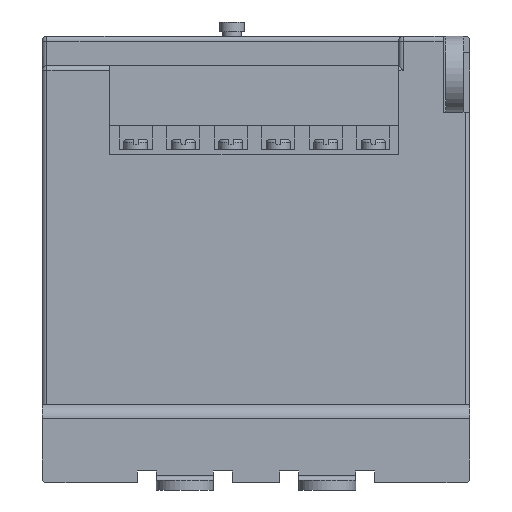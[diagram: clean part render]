
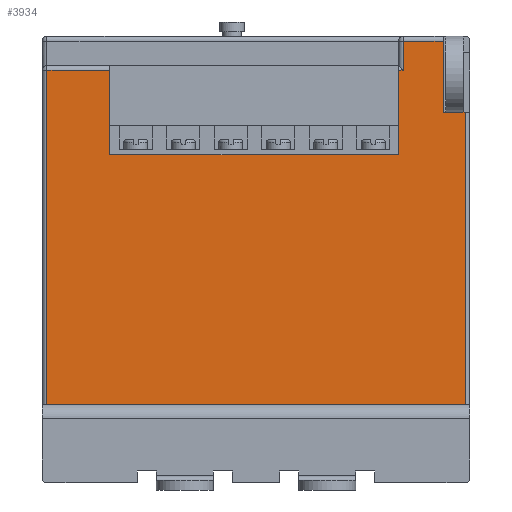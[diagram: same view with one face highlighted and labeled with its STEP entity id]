
A CAD part, front view. The second image highlights one B-rep face of the part: STEP entity #3934.
In plain terms, the highlighted planar face has unit normal (0, -1, 0).
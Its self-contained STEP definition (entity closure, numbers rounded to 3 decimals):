
#66 = VECTOR ( 'NONE', #1008, 1000. ) ;
#234 = DIRECTION ( 'NONE',  ( -1., 0., 0. ) ) ;
#273 = ORIENTED_EDGE ( 'NONE', *, *, #712, .T. ) ;
#374 = CARTESIAN_POINT ( 'NONE',  ( 90., -58., 37.75 ) ) ;
#393 = ORIENTED_EDGE ( 'NONE', *, *, #7726, .F. ) ;
#496 = LINE ( 'NONE', #5587, #2291 ) ;
#712 = EDGE_CURVE ( 'NONE', #2201, #3583, #11858, .T. ) ;
#729 = DIRECTION ( 'NONE',  ( 1., 0., 0. ) ) ;
#756 = CARTESIAN_POINT ( 'NONE',  ( 76., -58., 37.75 ) ) ;
#983 = ORIENTED_EDGE ( 'NONE', *, *, #4731, .F. ) ;
#1008 = DIRECTION ( 'NONE',  ( -1., 0., 0. ) ) ;
#1158 = CARTESIAN_POINT ( 'NONE',  ( 84.4, -58., 22.75 ) ) ;
#1173 = EDGE_CURVE ( 'NONE', #2674, #11688, #6334, .T. ) ;
#1193 = ORIENTED_EDGE ( 'NONE', *, *, #3359, .T. ) ;
#1821 = CARTESIAN_POINT ( 'NONE',  ( 14.2, -58., 13.85 ) ) ;
#1934 = VERTEX_POINT ( 'NONE', #756 ) ;
#1944 = LINE ( 'NONE', #1821, #7454 ) ;
#1965 = VECTOR ( 'NONE', #6598, 1000. ) ;
#2201 = VERTEX_POINT ( 'NONE', #6421 ) ;
#2291 = VECTOR ( 'NONE', #2515, 1000. ) ;
#2315 = ORIENTED_EDGE ( 'NONE', *, *, #1173, .F. ) ;
#2515 = DIRECTION ( 'NONE',  ( 0., 0., -1. ) ) ;
#2516 = CARTESIAN_POINT ( 'NONE',  ( 89., -58., 22.75 ) ) ;
#2607 = CARTESIAN_POINT ( 'NONE',  ( 89., -58., 38.75 ) ) ;
#2674 = VERTEX_POINT ( 'NONE', #3019 ) ;
#2910 = DIRECTION ( 'NONE',  ( 1., 0., 0. ) ) ;
#2969 = CARTESIAN_POINT ( 'NONE',  ( 90., -58., 31.55 ) ) ;
#3019 = CARTESIAN_POINT ( 'NONE',  ( 75., -58., 13.85 ) ) ;
#3023 = PLANE ( 'NONE',  #5044 ) ;
#3359 = EDGE_CURVE ( 'NONE', #3583, #5609, #7117, .T. ) ;
#3390 = VECTOR ( 'NONE', #8364, 1000. ) ;
#3583 = VERTEX_POINT ( 'NONE', #4026 ) ;
#3585 = CARTESIAN_POINT ( 'NONE',  ( 84.4, -58., 37.75 ) ) ;
#3649 = CARTESIAN_POINT ( 'NONE',  ( 1., -58., -38.75 ) ) ;
#3733 = LINE ( 'NONE', #2607, #1965 ) ;
#3934 = ADVANCED_FACE ( 'NONE', ( #12884 ), #3023, .F. ) ;
#4026 = CARTESIAN_POINT ( 'NONE',  ( 1., -58., 31.55 ) ) ;
#4044 = VERTEX_POINT ( 'NONE', #6166 ) ;
#4310 = CARTESIAN_POINT ( 'NONE',  ( 75., -58., 20.05 ) ) ;
#4514 = EDGE_CURVE ( 'NONE', #8387, #1934, #10174, .T. ) ;
#4631 = DIRECTION ( 'NONE',  ( -1., 0., 0. ) ) ;
#4731 = EDGE_CURVE ( 'NONE', #9393, #2674, #1944, .T. ) ;
#5044 = AXIS2_PLACEMENT_3D ( 'NONE', #7009, #10009, #11911 ) ;
#5277 = CARTESIAN_POINT ( 'NONE',  ( 1., -58., -38.75 ) ) ;
#5449 = EDGE_CURVE ( 'NONE', #4044, #5609, #12538, .T. ) ;
#5473 = VECTOR ( 'NONE', #11506, 1000. ) ;
#5587 = CARTESIAN_POINT ( 'NONE',  ( 76., -58., 38.75 ) ) ;
#5609 = VERTEX_POINT ( 'NONE', #5277 ) ;
#6105 = ORIENTED_EDGE ( 'NONE', *, *, #5449, .F. ) ;
#6157 = ORIENTED_EDGE ( 'NONE', *, *, #10711, .F. ) ;
#6166 = CARTESIAN_POINT ( 'NONE',  ( 89., -58., -38.75 ) ) ;
#6318 = DIRECTION ( 'NONE',  ( -1., 0., 0. ) ) ;
#6334 = LINE ( 'NONE', #4310, #7420 ) ;
#6421 = CARTESIAN_POINT ( 'NONE',  ( 14.2, -58., 31.55 ) ) ;
#6453 = VECTOR ( 'NONE', #4631, 1000. ) ;
#6534 = EDGE_CURVE ( 'NONE', #7080, #8387, #9350, .T. ) ;
#6598 = DIRECTION ( 'NONE',  ( 0., 0., 1. ) ) ;
#6603 = LINE ( 'NONE', #8694, #5473 ) ;
#6619 = VECTOR ( 'NONE', #6318, 1000. ) ;
#6790 = CARTESIAN_POINT ( 'NONE',  ( 90., -58., -38.75 ) ) ;
#6854 = ORIENTED_EDGE ( 'NONE', *, *, #11668, .T. ) ;
#6915 = ORIENTED_EDGE ( 'NONE', *, *, #12356, .T. ) ;
#6982 = ORIENTED_EDGE ( 'NONE', *, *, #12038, .T. ) ;
#7009 = CARTESIAN_POINT ( 'NONE',  ( 90., -58., 38.75 ) ) ;
#7080 = VERTEX_POINT ( 'NONE', #1158 ) ;
#7117 = LINE ( 'NONE', #3649, #11804 ) ;
#7420 = VECTOR ( 'NONE', #12210, 1000. ) ;
#7454 = VECTOR ( 'NONE', #2910, 1000. ) ;
#7525 = EDGE_LOOP ( 'NONE', ( #6854, #393, #12803, #8845, #6982, #6915, #2315, #983, #6157, #273, #1193, #6105 ) ) ;
#7528 = CARTESIAN_POINT ( 'NONE',  ( 84.4, -58., 22.75 ) ) ;
#7726 = EDGE_CURVE ( 'NONE', #7080, #8781, #9416, .T. ) ;
#8184 = CARTESIAN_POINT ( 'NONE',  ( 90., -58., 31.55 ) ) ;
#8364 = DIRECTION ( 'NONE',  ( 0., 0., 1. ) ) ;
#8387 = VERTEX_POINT ( 'NONE', #3585 ) ;
#8694 = CARTESIAN_POINT ( 'NONE',  ( 14.2, -58., 20.05 ) ) ;
#8781 = VERTEX_POINT ( 'NONE', #2516 ) ;
#8845 = ORIENTED_EDGE ( 'NONE', *, *, #4514, .T. ) ;
#9114 = LINE ( 'NONE', #8184, #10434 ) ;
#9350 = LINE ( 'NONE', #11635, #3390 ) ;
#9393 = VERTEX_POINT ( 'NONE', #9397 ) ;
#9397 = CARTESIAN_POINT ( 'NONE',  ( 14.2, -58., 13.85 ) ) ;
#9416 = LINE ( 'NONE', #7528, #9711 ) ;
#9711 = VECTOR ( 'NONE', #729, 1000. ) ;
#9712 = DIRECTION ( 'NONE',  ( 0., 0., -1. ) ) ;
#10009 = DIRECTION ( 'NONE',  ( 0., 1., 0. ) ) ;
#10174 = LINE ( 'NONE', #374, #6619 ) ;
#10225 = CARTESIAN_POINT ( 'NONE',  ( 76., -58., 31.55 ) ) ;
#10434 = VECTOR ( 'NONE', #234, 1000. ) ;
#10711 = EDGE_CURVE ( 'NONE', #2201, #9393, #6603, .T. ) ;
#11342 = VERTEX_POINT ( 'NONE', #10225 ) ;
#11506 = DIRECTION ( 'NONE',  ( 0., 0., -1. ) ) ;
#11635 = CARTESIAN_POINT ( 'NONE',  ( 84.4, -58., 22.75 ) ) ;
#11668 = EDGE_CURVE ( 'NONE', #4044, #8781, #3733, .T. ) ;
#11688 = VERTEX_POINT ( 'NONE', #11827 ) ;
#11804 = VECTOR ( 'NONE', #9712, 1000. ) ;
#11827 = CARTESIAN_POINT ( 'NONE',  ( 75., -58., 31.55 ) ) ;
#11858 = LINE ( 'NONE', #2969, #66 ) ;
#11911 = DIRECTION ( 'NONE',  ( 0., 0., 1. ) ) ;
#12038 = EDGE_CURVE ( 'NONE', #1934, #11342, #496, .T. ) ;
#12210 = DIRECTION ( 'NONE',  ( 0., 0., 1. ) ) ;
#12356 = EDGE_CURVE ( 'NONE', #11342, #11688, #9114, .T. ) ;
#12538 = LINE ( 'NONE', #6790, #6453 ) ;
#12803 = ORIENTED_EDGE ( 'NONE', *, *, #6534, .T. ) ;
#12884 = FACE_OUTER_BOUND ( 'NONE', #7525, .T. ) ;
